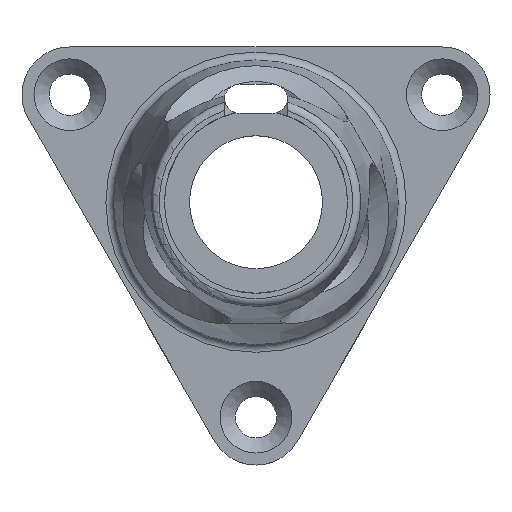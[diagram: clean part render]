
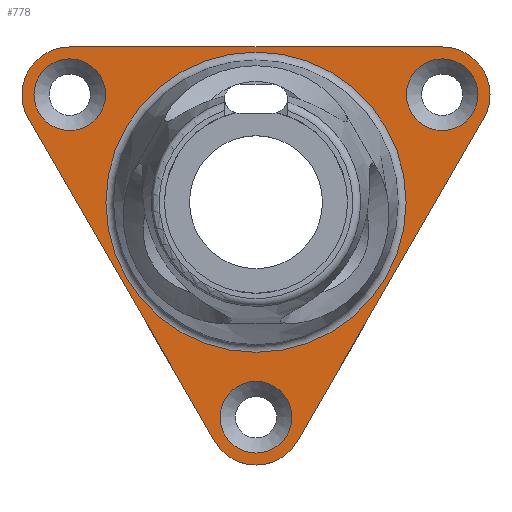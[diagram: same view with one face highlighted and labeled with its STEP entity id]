
A CAD part, top view. The second image highlights one B-rep face of the part: STEP entity #778.
In plain terms, the highlighted planar face has unit normal (0, 0, 1).
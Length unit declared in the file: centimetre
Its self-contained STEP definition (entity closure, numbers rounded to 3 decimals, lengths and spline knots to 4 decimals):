
#127=CIRCLE('',#827,1.8847);
#128=CIRCLE('',#829,0.45);
#129=CIRCLE('',#830,0.6);
#130=CIRCLE('',#831,0.6);
#131=CIRCLE('',#832,0.6);
#132=CIRCLE('',#833,0.45);
#133=CIRCLE('',#834,0.45);
#150=PLANE('',#828);
#181=VECTOR('',#946,1.);
#182=VECTOR('',#949,1.);
#183=VECTOR('',#952,1.);
#214=LINE('',#3102,#181);
#215=LINE('',#3106,#182);
#216=LINE('',#3110,#183);
#277=VERTEX_POINT('',#3095);
#278=VERTEX_POINT('',#3098);
#279=VERTEX_POINT('',#3100);
#280=VERTEX_POINT('',#3101);
#281=VERTEX_POINT('',#3103);
#282=VERTEX_POINT('',#3105);
#283=VERTEX_POINT('',#3107);
#284=VERTEX_POINT('',#3109);
#285=VERTEX_POINT('',#3112);
#286=VERTEX_POINT('',#3114);
#399=EDGE_CURVE('',#277,#277,#127,.T.);
#400=EDGE_CURVE('',#278,#278,#128,.T.);
#401=EDGE_CURVE('',#279,#280,#129,.T.);
#402=EDGE_CURVE('',#281,#279,#214,.T.);
#403=EDGE_CURVE('',#282,#281,#130,.T.);
#404=EDGE_CURVE('',#283,#282,#215,.T.);
#405=EDGE_CURVE('',#284,#283,#131,.T.);
#406=EDGE_CURVE('',#280,#284,#216,.T.);
#407=EDGE_CURVE('',#285,#285,#132,.T.);
#408=EDGE_CURVE('',#286,#286,#133,.T.);
#565=ORIENTED_EDGE('',*,*,#400,.F.);
#566=ORIENTED_EDGE('',*,*,#401,.F.);
#567=ORIENTED_EDGE('',*,*,#402,.F.);
#568=ORIENTED_EDGE('',*,*,#403,.F.);
#569=ORIENTED_EDGE('',*,*,#404,.F.);
#570=ORIENTED_EDGE('',*,*,#405,.F.);
#571=ORIENTED_EDGE('',*,*,#406,.F.);
#572=ORIENTED_EDGE('',*,*,#407,.F.);
#573=ORIENTED_EDGE('',*,*,#408,.F.);
#574=ORIENTED_EDGE('',*,*,#399,.F.);
#660=EDGE_LOOP('',(#565));
#661=EDGE_LOOP('',(#566,#567,#568,#569,#570,#571));
#662=EDGE_LOOP('',(#572));
#663=EDGE_LOOP('',(#573));
#664=EDGE_LOOP('',(#574));
#724=FACE_BOUND('',#660,.T.);
#725=FACE_BOUND('',#661,.T.);
#726=FACE_BOUND('',#662,.T.);
#727=FACE_BOUND('',#663,.T.);
#728=FACE_BOUND('',#664,.T.);
#778=ADVANCED_FACE('',(#724,#725,#726,#727,#728),#150,.T.);
#827=AXIS2_PLACEMENT_3D('',#3094,#939,#940);
#828=AXIS2_PLACEMENT_3D('',#3096,#941,$);
#829=AXIS2_PLACEMENT_3D('',#3097,#942,#943);
#830=AXIS2_PLACEMENT_3D('',#3099,#944,#945);
#831=AXIS2_PLACEMENT_3D('',#3104,#947,#948);
#832=AXIS2_PLACEMENT_3D('',#3108,#950,#951);
#833=AXIS2_PLACEMENT_3D('',#3111,#953,#954);
#834=AXIS2_PLACEMENT_3D('',#3113,#955,#956);
#939=DIRECTION('',(0.,0.,1.));
#940=DIRECTION('',(-1.885,0.,0.));
#941=DIRECTION('',(0.,0.,1.));
#942=DIRECTION('',(0.,0.,1.));
#943=DIRECTION('',(0.225,-0.39,0.));
#944=DIRECTION('',(0.,0.,-1.));
#945=DIRECTION('',(0.,-0.6,0.));
#946=DIRECTION('',(-0.5,-0.866,0.));
#947=DIRECTION('',(0.,0.,-1.));
#948=DIRECTION('',(0.52,0.3,0.));
#949=DIRECTION('',(1.,0.,0.));
#950=DIRECTION('',(0.,0.,-1.));
#951=DIRECTION('',(-0.52,0.3,0.));
#952=DIRECTION('',(-0.5,0.866,0.));
#953=DIRECTION('',(0.,0.,1.));
#954=DIRECTION('',(-0.45,0.,0.));
#955=DIRECTION('',(0.,0.,1.));
#956=DIRECTION('',(0.225,0.39,0.));
#3094=CARTESIAN_POINT('',(0.,0.,0.5));
#3095=CARTESIAN_POINT('',(1.8847,0.,0.5));
#3096=CARTESIAN_POINT('',(0.,0.,0.5));
#3097=CARTESIAN_POINT('',(2.3383,1.35,0.5));
#3098=CARTESIAN_POINT('',(2.1133,1.7397,0.5));
#3099=CARTESIAN_POINT('',(0.,-2.7,0.5));
#3100=CARTESIAN_POINT('',(0.5196,-3.,0.5));
#3101=CARTESIAN_POINT('',(-0.5196,-3.,0.5));
#3102=CARTESIAN_POINT('',(0.,-3.9,0.5));
#3103=CARTESIAN_POINT('',(2.8579,1.05,0.5));
#3104=CARTESIAN_POINT('',(2.3383,1.35,0.5));
#3105=CARTESIAN_POINT('',(2.3383,1.95,0.5));
#3106=CARTESIAN_POINT('',(3.3775,1.95,0.5));
#3107=CARTESIAN_POINT('',(-2.3383,1.95,0.5));
#3108=CARTESIAN_POINT('',(-2.3383,1.35,0.5));
#3109=CARTESIAN_POINT('',(-2.8579,1.05,0.5));
#3110=CARTESIAN_POINT('',(-3.3775,1.95,0.5));
#3111=CARTESIAN_POINT('',(0.,-2.7,0.5));
#3112=CARTESIAN_POINT('',(0.45,-2.7,0.5));
#3113=CARTESIAN_POINT('',(-2.3383,1.35,0.5));
#3114=CARTESIAN_POINT('',(-2.5633,0.9603,0.5));
